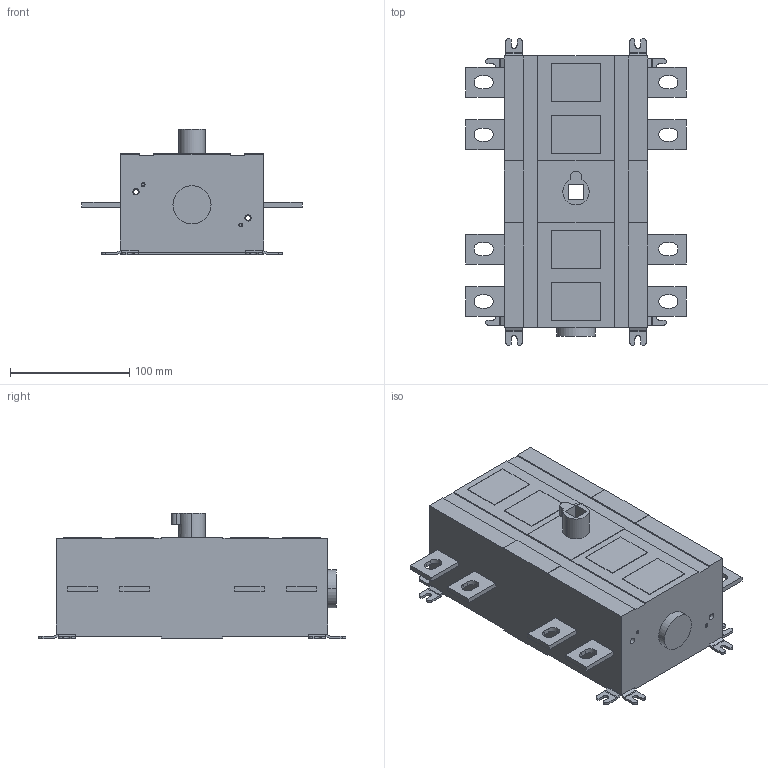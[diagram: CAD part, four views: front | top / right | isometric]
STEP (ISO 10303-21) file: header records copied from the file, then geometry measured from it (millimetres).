
FILE_DESCRIPTION((''),'2;1');
FILE_NAME('OT500E22_IGS','2018-08-21T',('FIALBJO'),(''),'CREO PARAMETRIC BY PTC INC, 2017480','CREO PARAMETRIC BY PTC INC, 2017480','');
FILE_SCHEMA(('AUTOMOTIVE_DESIGN { 1 0 10303 214 1 1 1 1 }'));
Length unit declared in the file: millimetre
Products named in the file (1): OT500E22_IGS
Bounding box: 185 x 258 x 105.5 mm (x, y, z)
Volume: 2276145.6 mm3; surface area: 146763.9 mm2
Topology: 1 solids, 1 shells, 447 faces, 1208 edges, 798 vertices
Faces by surface type: plane 288, cylinder 151, cone 8
Entity records: 17536 total; most frequent: CARTESIAN_POINT 2524, ORIENTED_EDGE 2416, DIRECTION 2394, EDGE_CURVE 1208, VECTOR 892, LINE 892, VERTEX_POINT 798, AXIS2_PLACEMENT_3D 751
